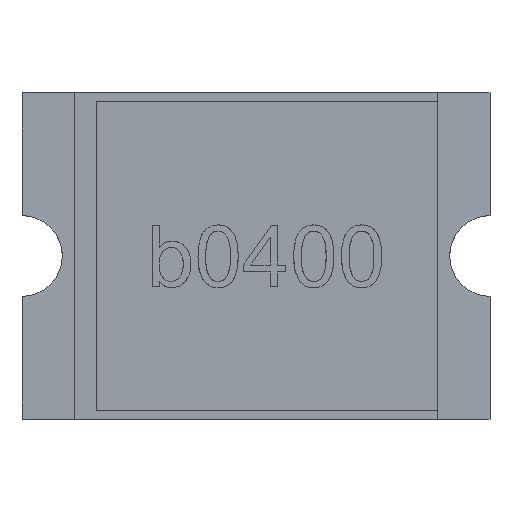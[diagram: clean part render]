
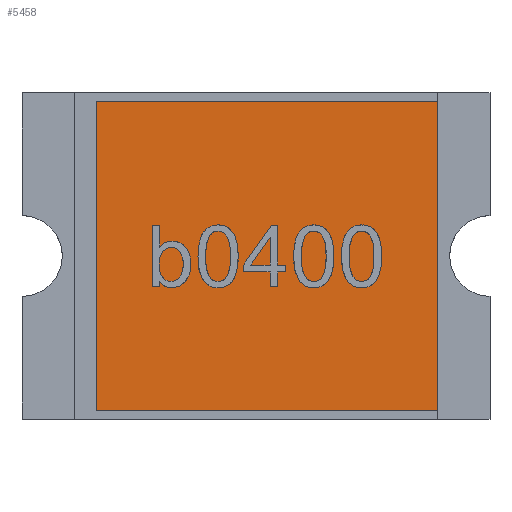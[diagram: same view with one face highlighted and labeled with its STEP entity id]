
A CAD part, top view. The second image highlights one B-rep face of the part: STEP entity #5458.
In plain terms, the highlighted planar face has unit normal (0, 0, 1).
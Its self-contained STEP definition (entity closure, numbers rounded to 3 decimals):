
#312=PLANE('',#5908);
#646=LINE('',#9393,#1215);
#650=LINE('',#9402,#1219);
#653=LINE('',#9408,#1222);
#656=LINE('',#9414,#1225);
#1215=VECTOR('',#6514,1000.);
#1219=VECTOR('',#6520,1000.);
#1222=VECTOR('',#6525,1000.);
#1225=VECTOR('',#6530,1000.);
#2333=ORIENTED_EDGE('',*,*,#3529,.F.);
#2334=ORIENTED_EDGE('',*,*,#3526,.F.);
#2335=ORIENTED_EDGE('',*,*,#3522,.F.);
#2336=ORIENTED_EDGE('',*,*,#3532,.F.);
#3522=EDGE_CURVE('',#4188,#4189,#646,.T.);
#3526=EDGE_CURVE('',#4189,#4192,#650,.T.);
#3529=EDGE_CURVE('',#4192,#4194,#653,.T.);
#3532=EDGE_CURVE('',#4194,#4188,#656,.T.);
#4188=VERTEX_POINT('',#9394);
#4189=VERTEX_POINT('',#9395);
#4192=VERTEX_POINT('',#9403);
#4194=VERTEX_POINT('',#9409);
#4774=EDGE_LOOP('',(#2333,#2334,#2335,#2336));
#5083=FACE_BOUND('',#4774,.T.);
#5458=ADVANCED_FACE('',(#5083),#312,.T.);
#5908=AXIS2_PLACEMENT_3D('',#9417,#6534,#6535);
#6514=DIRECTION('',(-1.,0.,0.));
#6520=DIRECTION('',(0.,1.,0.));
#6525=DIRECTION('',(1.,0.,0.));
#6530=DIRECTION('',(0.,-1.,0.));
#6534=DIRECTION('',(0.,0.,1.));
#6535=DIRECTION('',(1.,0.,0.));
#9393=CARTESIAN_POINT('',(-1.208,-2.51,0.593));
#9394=CARTESIAN_POINT('',(2.95,-2.51,0.593));
#9395=CARTESIAN_POINT('',(-2.594,-2.51,0.593));
#9402=CARTESIAN_POINT('',(-2.594,1.255,0.593));
#9403=CARTESIAN_POINT('',(-2.594,2.51,0.593));
#9408=CARTESIAN_POINT('',(1.564,2.51,0.593));
#9409=CARTESIAN_POINT('',(2.95,2.51,0.593));
#9414=CARTESIAN_POINT('',(2.95,-1.255,0.593));
#9417=CARTESIAN_POINT('',(0.178,0.,0.593));
